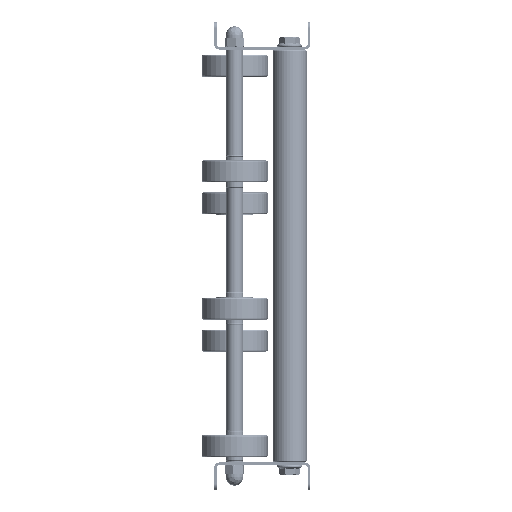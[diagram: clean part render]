
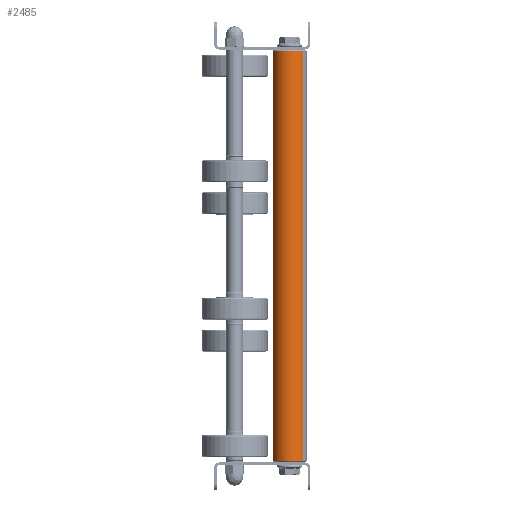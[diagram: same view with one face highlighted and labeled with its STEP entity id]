
A CAD part, left-side view. The second image highlights one B-rep face of the part: STEP entity #2485.
In plain terms, the highlighted cylindrical face has radius 12.5 mm (diameter 25 mm), a partial arc.
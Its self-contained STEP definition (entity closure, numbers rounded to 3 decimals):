
#644 = VECTOR ( 'NONE', #8462, 1000. ) ;
#646 = CARTESIAN_POINT ( 'NONE',  ( 1., 0., -12.5 ) ) ;
#754 = EDGE_LOOP ( 'NONE', ( #7596, #9553, #14999, #16066 ) ) ;
#1602 = CYLINDRICAL_SURFACE ( 'NONE', #10276, 12.5 ) ;
#2485 = ADVANCED_FACE ( 'NONE', ( #17782 ), #1602, .T. ) ;
#2528 = EDGE_CURVE ( 'NONE', #17501, #13153, #14471, .T. ) ;
#2547 = VERTEX_POINT ( 'NONE', #646 ) ;
#3656 = DIRECTION ( 'NONE',  ( 1., 0., 0. ) ) ;
#3836 = CARTESIAN_POINT ( 'NONE',  ( 1., 0., 0. ) ) ;
#4681 = CARTESIAN_POINT ( 'NONE',  ( 1., 0., 12.5 ) ) ;
#4831 = DIRECTION ( 'NONE',  ( -1., 0., 0. ) ) ;
#5098 = VECTOR ( 'NONE', #12331, 1000. ) ;
#5237 = AXIS2_PLACEMENT_3D ( 'NONE', #3836, #3656, #14027 ) ;
#5325 = LINE ( 'NONE', #14077, #644 ) ;
#6142 = LINE ( 'NONE', #6505, #5098 ) ;
#6505 = CARTESIAN_POINT ( 'NONE',  ( 300., 0., 12.5 ) ) ;
#7596 = ORIENTED_EDGE ( 'NONE', *, *, #11073, .F. ) ;
#8166 = VERTEX_POINT ( 'NONE', #4681 ) ;
#8222 = CARTESIAN_POINT ( 'NONE',  ( 299., 0., 12.5 ) ) ;
#8462 = DIRECTION ( 'NONE',  ( -1., 0., 0. ) ) ;
#9340 = CARTESIAN_POINT ( 'NONE',  ( 299., 0., -12.5 ) ) ;
#9553 = ORIENTED_EDGE ( 'NONE', *, *, #2528, .T. ) ;
#10276 = AXIS2_PLACEMENT_3D ( 'NONE', #10553, #4831, #16346 ) ;
#10553 = CARTESIAN_POINT ( 'NONE',  ( 300., 0., 0. ) ) ;
#11073 = EDGE_CURVE ( 'NONE', #17501, #2547, #5325, .T. ) ;
#12297 = EDGE_CURVE ( 'NONE', #8166, #2547, #14656, .T. ) ;
#12331 = DIRECTION ( 'NONE',  ( -1., 0., 0. ) ) ;
#13153 = VERTEX_POINT ( 'NONE', #8222 ) ;
#13590 = CARTESIAN_POINT ( 'NONE',  ( 299., 0., 0. ) ) ;
#14027 = DIRECTION ( 'NONE',  ( 0., 0., -1. ) ) ;
#14077 = CARTESIAN_POINT ( 'NONE',  ( 300., 0., -12.5 ) ) ;
#14471 = CIRCLE ( 'NONE', #17521, 12.5 ) ;
#14656 = CIRCLE ( 'NONE', #5237, 12.5 ) ;
#14999 = ORIENTED_EDGE ( 'NONE', *, *, #16467, .T. ) ;
#15195 = DIRECTION ( 'NONE',  ( -1., 0., 0. ) ) ;
#16066 = ORIENTED_EDGE ( 'NONE', *, *, #12297, .T. ) ;
#16346 = DIRECTION ( 'NONE',  ( 0., 0., 1. ) ) ;
#16445 = DIRECTION ( 'NONE',  ( 0., 0., -1. ) ) ;
#16467 = EDGE_CURVE ( 'NONE', #13153, #8166, #6142, .T. ) ;
#17501 = VERTEX_POINT ( 'NONE', #9340 ) ;
#17521 = AXIS2_PLACEMENT_3D ( 'NONE', #13590, #15195, #16445 ) ;
#17782 = FACE_OUTER_BOUND ( 'NONE', #754, .T. ) ;
